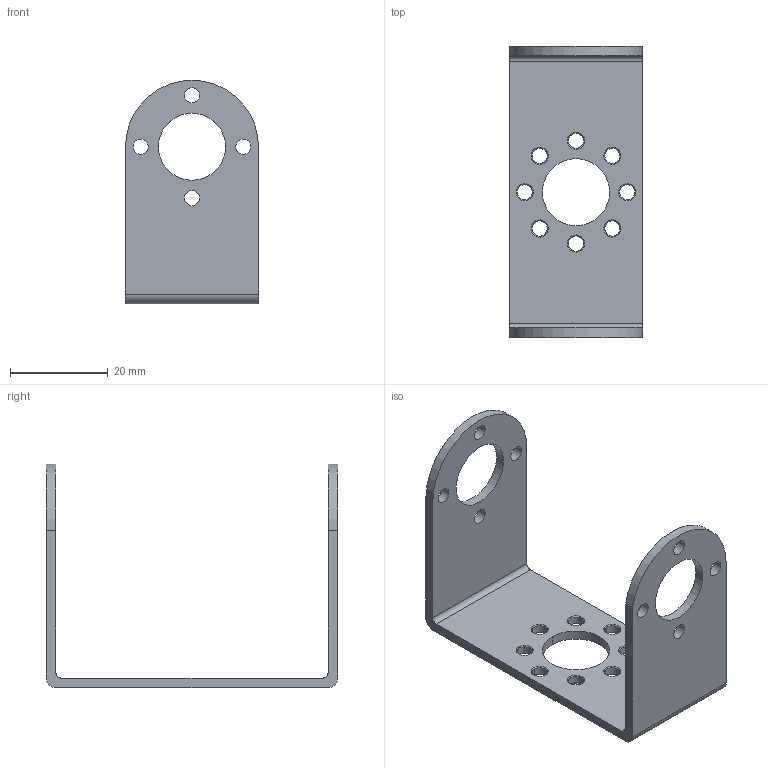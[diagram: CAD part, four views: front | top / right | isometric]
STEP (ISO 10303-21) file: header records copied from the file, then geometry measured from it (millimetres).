
FILE_DESCRIPTION (( 'STEP AP203' ), '1' );
FILE_NAME ('100kg嗆攫盓殤.STEP', '2024-04-22T09:13:38', ( 'Windows 蚚誧' ), ( '' ), 'SwSTEP 2.0', 'SolidWorks 2021', '' );
FILE_SCHEMA (( 'CONFIG_CONTROL_DESIGN' ));
Length unit declared in the file: millimetre
Products named in the file (1): 100kg嗆攫盓殤
Bounding box: 27.2 x 59.6 x 45.7 mm (x, y, z)
Volume: 6515 mm3; surface area: 7683.2 mm2
Topology: 1 solids, 1 shells, 96 faces, 250 edges, 156 vertices
Faces by surface type: cone 44, cylinder 44, plane 8
Entity records: 3135 total; most frequent: DIRECTION 588, CARTESIAN_POINT 503, ORIENTED_EDGE 500, EDGE_CURVE 250, AXIS2_PLACEMENT_3D 241, VERTEX_POINT 156, CIRCLE 144, EDGE_LOOP 134
